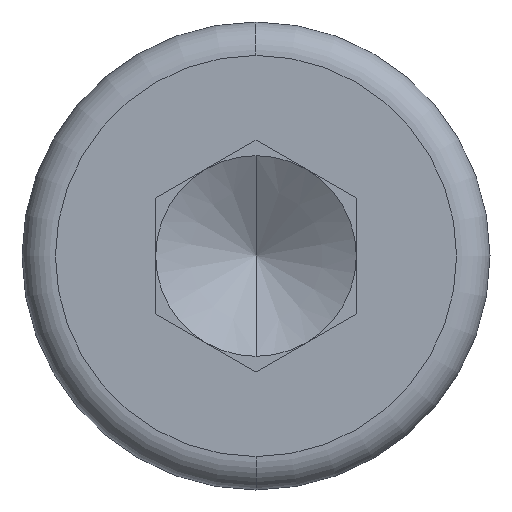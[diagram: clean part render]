
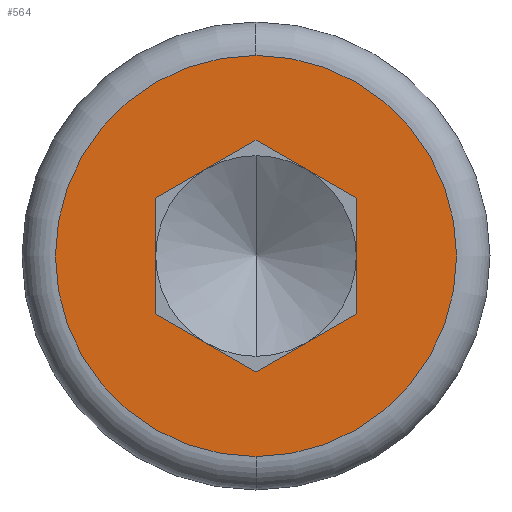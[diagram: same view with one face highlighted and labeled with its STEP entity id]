
A CAD part, left-side view. The second image highlights one B-rep face of the part: STEP entity #564.
In plain terms, the highlighted planar face has unit normal (-1, 0, 0).
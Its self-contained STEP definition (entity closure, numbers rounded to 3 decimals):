
#98 = CARTESIAN_POINT ( 'NONE',  ( 0., 0., -3. ) ) ;
#102 = DIRECTION ( 'NONE',  ( 0., 0., -1. ) ) ;
#103 = DIRECTION ( 'NONE',  ( 1., 0., 0. ) ) ;
#104 = CARTESIAN_POINT ( 'NONE',  ( 0., 0., 0. ) ) ;
#105 = AXIS2_PLACEMENT_3D ( 'NONE', #104, #103, #102 ) ;
#106 = PLANE ( 'NONE',  #105 ) ;
#107 = FACE_BOUND ( 'NONE', #607, .T. ) ;
#108 = FACE_OUTER_BOUND ( 'NONE', #557, .T. ) ;
#194 = CARTESIAN_POINT ( 'NONE',  ( 0., 0., 3. ) ) ;
#214 = LINE ( 'NONE', #295, #294 ) ;
#248 = DIRECTION ( 'NONE',  ( 0., -0.866, -0.5 ) ) ;
#256 = VECTOR ( 'NONE', #289, 1000. ) ;
#257 = CARTESIAN_POINT ( 'NONE',  ( 0., 1.5, 0.866 ) ) ;
#258 = LINE ( 'NONE', #257, #256 ) ;
#259 = CARTESIAN_POINT ( 'NONE',  ( 0., 1.5, 0.866 ) ) ;
#272 = CIRCLE ( 'NONE', #299, 3. ) ;
#280 = CARTESIAN_POINT ( 'NONE',  ( 0., 0., -1.732 ) ) ;
#281 = CARTESIAN_POINT ( 'NONE',  ( 0., 0., 1.732 ) ) ;
#282 = CARTESIAN_POINT ( 'NONE',  ( 0., -1.5, 0.866 ) ) ;
#289 = DIRECTION ( 'NONE',  ( 0., -0.866, 0.5 ) ) ;
#290 = VECTOR ( 'NONE', #248, 1000. ) ;
#291 = CARTESIAN_POINT ( 'NONE',  ( 0., 0., 1.732 ) ) ;
#292 = LINE ( 'NONE', #291, #290 ) ;
#293 = DIRECTION ( 'NONE',  ( 0., 0.866, 0.5 ) ) ;
#294 = VECTOR ( 'NONE', #293, 1000. ) ;
#295 = CARTESIAN_POINT ( 'NONE',  ( 0., 0., -1.732 ) ) ;
#296 = DIRECTION ( 'NONE',  ( 0., 0., -1. ) ) ;
#297 = DIRECTION ( 'NONE',  ( -1., 0., 0. ) ) ;
#298 = CARTESIAN_POINT ( 'NONE',  ( 0., 0., 0. ) ) ;
#299 = AXIS2_PLACEMENT_3D ( 'NONE', #298, #297, #296 ) ;
#325 = CARTESIAN_POINT ( 'NONE',  ( 0., -1.5, -0.866 ) ) ;
#326 = CARTESIAN_POINT ( 'NONE',  ( 0., 1.5, -0.866 ) ) ;
#339 = DIRECTION ( 'NONE',  ( 0., 0., 1. ) ) ;
#340 = VECTOR ( 'NONE', #339, 1000. ) ;
#341 = CARTESIAN_POINT ( 'NONE',  ( 0., 1.5, -0.866 ) ) ;
#342 = LINE ( 'NONE', #341, #340 ) ;
#352 = DIRECTION ( 'NONE',  ( 0., 0.866, -0.5 ) ) ;
#353 = VECTOR ( 'NONE', #352, 1000. ) ;
#354 = CARTESIAN_POINT ( 'NONE',  ( 0., -1.5, -0.866 ) ) ;
#355 = LINE ( 'NONE', #354, #353 ) ;
#360 = DIRECTION ( 'NONE',  ( 0., 0., -1. ) ) ;
#361 = VECTOR ( 'NONE', #380, 1000. ) ;
#362 = CIRCLE ( 'NONE', #382, 3. ) ;
#372 = LINE ( 'NONE', #381, #361 ) ;
#379 = CARTESIAN_POINT ( 'NONE',  ( 0., 0., 0. ) ) ;
#380 = DIRECTION ( 'NONE',  ( 0., 0., -1. ) ) ;
#381 = CARTESIAN_POINT ( 'NONE',  ( 0., -1.5, 0.866 ) ) ;
#382 = AXIS2_PLACEMENT_3D ( 'NONE', #379, #383, #360 ) ;
#383 = DIRECTION ( 'NONE',  ( -1., 0., 0. ) ) ;
#557 = EDGE_LOOP ( 'NONE', ( #693, #628 ) ) ;
#564 = ADVANCED_FACE ( 'NONE', ( #108, #107 ), #106, .F. ) ;
#607 = EDGE_LOOP ( 'NONE', ( #653, #769, #781, #736, #770, #707 ) ) ;
#628 = ORIENTED_EDGE ( 'NONE', *, *, #666, .T. ) ;
#630 = VERTEX_POINT ( 'NONE', #98 ) ;
#653 = ORIENTED_EDGE ( 'NONE', *, *, #780, .T. ) ;
#664 = VERTEX_POINT ( 'NONE', #194 ) ;
#666 = EDGE_CURVE ( 'NONE', #664, #630, #272, .T. ) ;
#681 = VERTEX_POINT ( 'NONE', #259 ) ;
#687 = EDGE_CURVE ( 'NONE', #681, #692, #258, .T. ) ;
#691 = VERTEX_POINT ( 'NONE', #282 ) ;
#692 = VERTEX_POINT ( 'NONE', #281 ) ;
#693 = ORIENTED_EDGE ( 'NONE', *, *, #732, .T. ) ;
#695 = VERTEX_POINT ( 'NONE', #280 ) ;
#705 = EDGE_CURVE ( 'NONE', #695, #743, #214, .T. ) ;
#706 = EDGE_CURVE ( 'NONE', #692, #691, #292, .T. ) ;
#707 = ORIENTED_EDGE ( 'NONE', *, *, #731, .T. ) ;
#730 = VERTEX_POINT ( 'NONE', #325 ) ;
#731 = EDGE_CURVE ( 'NONE', #691, #730, #372, .T. ) ;
#732 = EDGE_CURVE ( 'NONE', #630, #664, #362, .T. ) ;
#736 = ORIENTED_EDGE ( 'NONE', *, *, #687, .T. ) ;
#743 = VERTEX_POINT ( 'NONE', #326 ) ;
#744 = EDGE_CURVE ( 'NONE', #743, #681, #342, .T. ) ;
#769 = ORIENTED_EDGE ( 'NONE', *, *, #705, .T. ) ;
#770 = ORIENTED_EDGE ( 'NONE', *, *, #706, .T. ) ;
#780 = EDGE_CURVE ( 'NONE', #730, #695, #355, .T. ) ;
#781 = ORIENTED_EDGE ( 'NONE', *, *, #744, .T. ) ;
